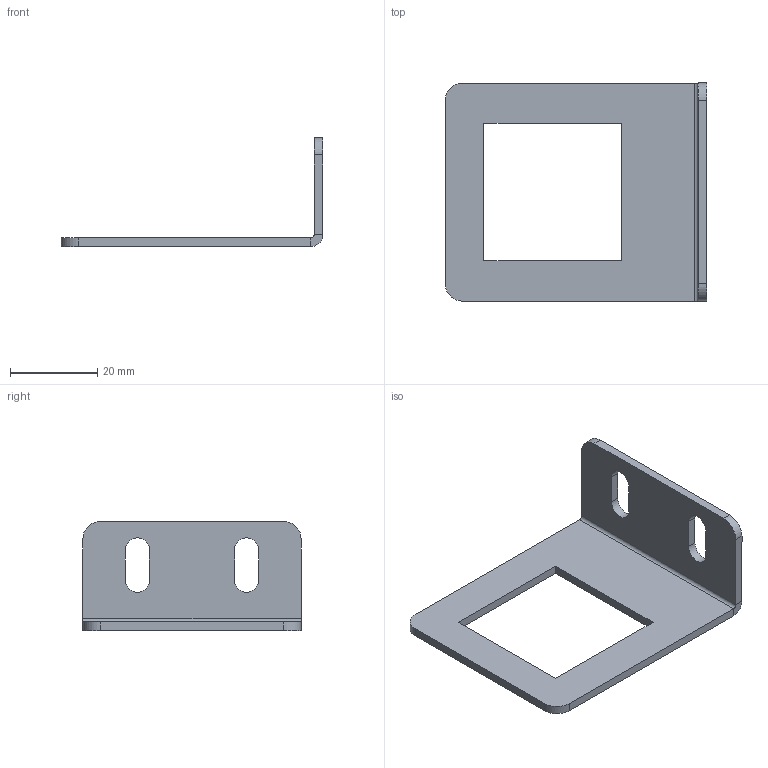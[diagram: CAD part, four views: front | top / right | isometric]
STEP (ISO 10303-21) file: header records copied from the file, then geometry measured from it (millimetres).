
FILE_DESCRIPTION (( 'STEP AP214' ), '1' );
FILE_NAME ('P0000009587.STEP', '2025-11-04T09:18:23', ( 'Microsoft' ), ( 'Microsoft' ), 'SwSTEP 2.0', 'SolidWorks 2025', '' );
FILE_SCHEMA (( 'AUTOMOTIVE_DESIGN' ));
Length unit declared in the file: millimetre
Products named in the file (1): P0000009587
Bounding box: 60 x 50 x 25 mm (x, y, z)
Volume: 5964.5 mm3; surface area: 6856.9 mm2
Topology: 1 solids, 1 shells, 32 faces, 82 edges, 52 vertices
Faces by surface type: plane 20, cylinder 12
Entity records: 1001 total; most frequent: DIRECTION 172, CARTESIAN_POINT 167, ORIENTED_EDGE 164, EDGE_CURVE 82, VECTOR 58, LINE 58, AXIS2_PLACEMENT_3D 57, VERTEX_POINT 52
